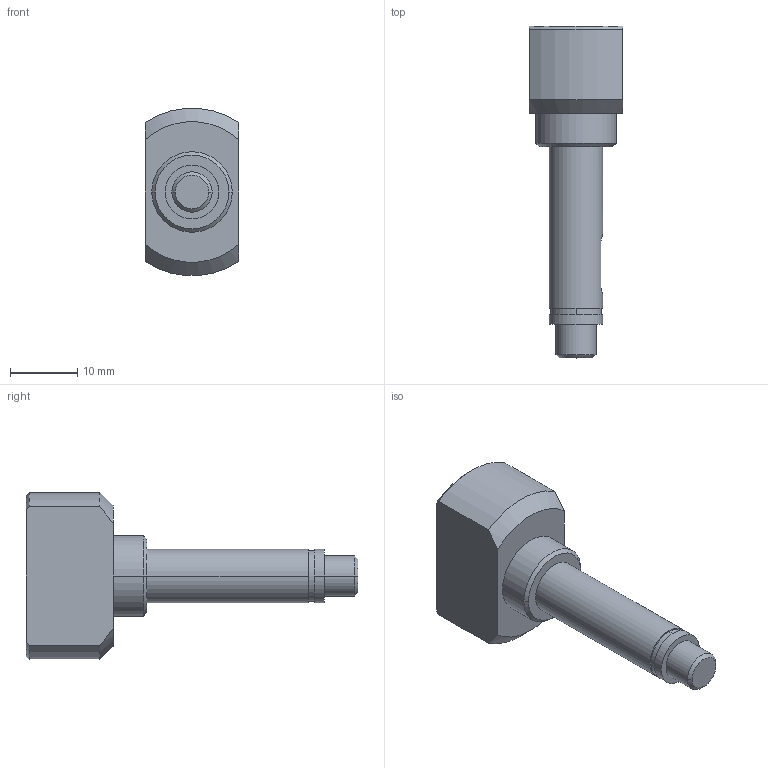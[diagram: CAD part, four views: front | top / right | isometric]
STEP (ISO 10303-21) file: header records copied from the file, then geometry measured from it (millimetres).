
FILE_DESCRIPTION (( 'STEP AP203' ), '1' );
FILE_NAME ('ROV-USI-013A-AXE POULIE.STEP', '2024-05-22T09:10:53', ( '' ), ( '' ), 'SwSTEP 2.0', 'SolidWorks 2016', '' );
FILE_SCHEMA (( 'CONFIG_CONTROL_DESIGN' ));
Length unit declared in the file: millimetre
Products named in the file (1): ROV-USI-013A-AXE POULIE
Bounding box: 14 x 49.5 x 24.91 mm (x, y, z)
Volume: 5723.8 mm3; surface area: 2789.7 mm2
Topology: 1 solids, 1 shells, 38 faces, 87 edges, 55 vertices
Faces by surface type: cylinder 16, plane 12, cone 10
Entity records: 1200 total; most frequent: CARTESIAN_POINT 259, DIRECTION 189, ORIENTED_EDGE 170, EDGE_CURVE 85, AXIS2_PLACEMENT_3D 77, VERTEX_POINT 55, EDGE_LOOP 44, FACE_OUTER_BOUND 38
